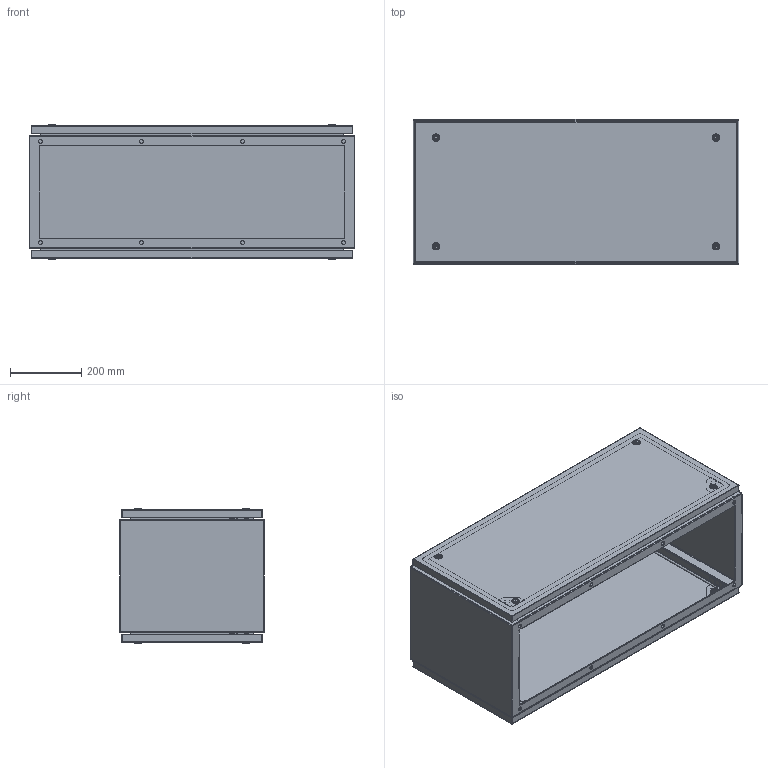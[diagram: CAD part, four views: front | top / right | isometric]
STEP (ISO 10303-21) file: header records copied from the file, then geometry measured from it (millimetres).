
FILE_DESCRIPTION (( 'STEP AP214' ), '1' );
FILE_NAME ('SCE-1436T.STEP', '2021-01-21T15:58:18', ( '' ), ( '' ), 'SwSTEP 2.0', 'SolidWorks 2019', '' );
FILE_SCHEMA (( 'AUTOMOTIVE_DESIGN' ));
Length unit declared in the file: inch
Products named in the file (1): SCE-1436T
Bounding box: 914.4 x 406.4 x 379.06 mm (x, y, z)
Volume: 3266520.6 mm3; surface area: 3597037.5 mm2
Topology: 52 solids, 52 shells, 3130 faces, 7976 edges, 4976 vertices
Faces by surface type: plane 1498, cylinder 1248, bspline 256, torus 64, cone 56, sphere 8
Full cylindrical faces by diameter (mm): 4.2 x8, 4.8 x8, 8 x8, 8.1 x8, 9.2 x8, 10.8 x8, 11.113 x8, 11.8 x8, 12 x8, 14 x8, 16.1 x8, 20 x8, 21 x8
Entity records: 140015 total; most frequent: CARTESIAN_POINT 24975, ORIENTED_EDGE 15488, DIRECTION 15150, EDGE_CURVE 7744, AXIS2_PLACEMENT_3D 5279, VERTEX_POINT 4920, VECTOR 4592, LINE 4592
